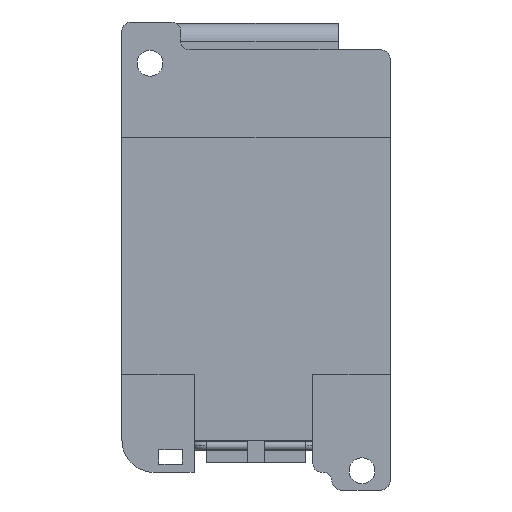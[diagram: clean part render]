
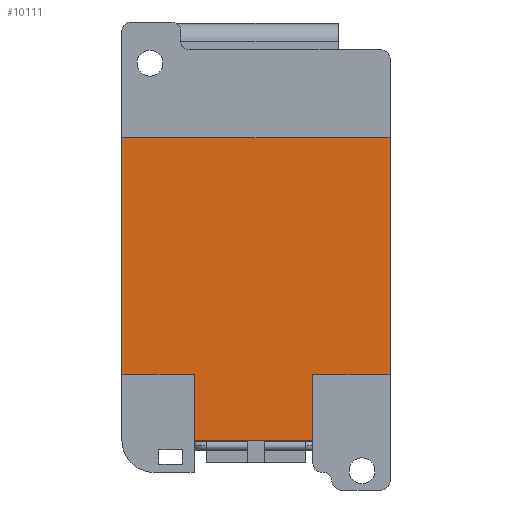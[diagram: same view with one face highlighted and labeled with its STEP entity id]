
A CAD part, front view. The second image highlights one B-rep face of the part: STEP entity #10111.
In plain terms, the highlighted planar face has unit normal (0, -1, 0).
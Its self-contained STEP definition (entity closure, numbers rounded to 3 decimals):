
#1427 = VECTOR ( 'NONE', #10223, 1000. ) ;
#1660 = EDGE_CURVE ( 'NONE', #22520, #23692, #13748, .T. ) ;
#1831 = CARTESIAN_POINT ( 'NONE',  ( 22.85, -41.75, -18.25 ) ) ;
#2052 = CARTESIAN_POINT ( 'NONE',  ( 22.85, -41.75, -18.25 ) ) ;
#2712 = VECTOR ( 'NONE', #27584, 1000. ) ;
#2753 = CARTESIAN_POINT ( 'NONE',  ( -22.85, -41.75, 22. ) ) ;
#3049 = DIRECTION ( 'NONE',  ( 0., 1., 0. ) ) ;
#3327 = CARTESIAN_POINT ( 'NONE',  ( 9.7, -41.75, -18.25 ) ) ;
#3372 = EDGE_CURVE ( 'NONE', #31081, #21555, #18719, .T. ) ;
#3385 = CARTESIAN_POINT ( 'NONE',  ( -10.55, -41.75, -18.25 ) ) ;
#4319 = DIRECTION ( 'NONE',  ( 0., 0., -1. ) ) ;
#4801 = EDGE_CURVE ( 'NONE', #21555, #23692, #30334, .T. ) ;
#5310 = ORIENTED_EDGE ( 'NONE', *, *, #3372, .F. ) ;
#5423 = EDGE_CURVE ( 'NONE', #10491, #23598, #27740, .T. ) ;
#6531 = CARTESIAN_POINT ( 'NONE',  ( 9.7, -41.75, -18.25 ) ) ;
#6667 = DIRECTION ( 'NONE',  ( 1., 0., 0. ) ) ;
#7234 = ORIENTED_EDGE ( 'NONE', *, *, #1660, .T. ) ;
#8275 = PLANE ( 'NONE',  #20293 ) ;
#8433 = CARTESIAN_POINT ( 'NONE',  ( 22.85, -41.75, -29.5 ) ) ;
#10111 = ADVANCED_FACE ( 'NONE', ( #30293 ), #8275, .F. ) ;
#10223 = DIRECTION ( 'NONE',  ( 0., 0., -1. ) ) ;
#10491 = VERTEX_POINT ( 'NONE', #19002 ) ;
#11348 = EDGE_CURVE ( 'NONE', #31081, #23598, #11829, .T. ) ;
#11369 = DIRECTION ( 'NONE',  ( 1., 0., 0. ) ) ;
#11700 = VECTOR ( 'NONE', #21053, 1000. ) ;
#11829 = LINE ( 'NONE', #1831, #14281 ) ;
#12577 = ORIENTED_EDGE ( 'NONE', *, *, #4801, .F. ) ;
#12847 = CARTESIAN_POINT ( 'NONE',  ( -38.827, -41.75, 22. ) ) ;
#13205 = ORIENTED_EDGE ( 'NONE', *, *, #14864, .T. ) ;
#13408 = DIRECTION ( 'NONE',  ( -1., 0., 0. ) ) ;
#13748 = LINE ( 'NONE', #31332, #11700 ) ;
#14079 = VERTEX_POINT ( 'NONE', #17932 ) ;
#14281 = VECTOR ( 'NONE', #11369, 1000. ) ;
#14864 = EDGE_CURVE ( 'NONE', #17769, #14079, #21981, .T. ) ;
#16086 = EDGE_CURVE ( 'NONE', #17769, #10491, #29963, .T. ) ;
#16978 = VECTOR ( 'NONE', #4319, 1000. ) ;
#17056 = CARTESIAN_POINT ( 'NONE',  ( -22.85, -41.75, -29.5 ) ) ;
#17106 = EDGE_CURVE ( 'NONE', #14079, #22520, #23791, .T. ) ;
#17315 = EDGE_LOOP ( 'NONE', ( #13205, #21504, #7234, #12577, #5310, #31256, #28573, #17814 ) ) ;
#17769 = VERTEX_POINT ( 'NONE', #2753 ) ;
#17814 = ORIENTED_EDGE ( 'NONE', *, *, #16086, .F. ) ;
#17891 = VECTOR ( 'NONE', #13408, 1000. ) ;
#17932 = CARTESIAN_POINT ( 'NONE',  ( -22.85, -41.75, -18.25 ) ) ;
#18719 = LINE ( 'NONE', #6531, #16978 ) ;
#19002 = CARTESIAN_POINT ( 'NONE',  ( 22.85, -41.75, 22. ) ) ;
#19852 = CARTESIAN_POINT ( 'NONE',  ( 22.85, -41.75, -18.25 ) ) ;
#20007 = CARTESIAN_POINT ( 'NONE',  ( 22.85, -41.75, -29.5 ) ) ;
#20293 = AXIS2_PLACEMENT_3D ( 'NONE', #8433, #3049, #22546 ) ;
#21053 = DIRECTION ( 'NONE',  ( 0., 0., -1. ) ) ;
#21504 = ORIENTED_EDGE ( 'NONE', *, *, #17106, .T. ) ;
#21555 = VERTEX_POINT ( 'NONE', #29745 ) ;
#21981 = LINE ( 'NONE', #17056, #1427 ) ;
#22193 = DIRECTION ( 'NONE',  ( 0., 0., -1. ) ) ;
#22520 = VERTEX_POINT ( 'NONE', #3385 ) ;
#22546 = DIRECTION ( 'NONE',  ( 0., 0., 1. ) ) ;
#23388 = CARTESIAN_POINT ( 'NONE',  ( 22.85, -41.75, -29.5 ) ) ;
#23598 = VERTEX_POINT ( 'NONE', #19852 ) ;
#23692 = VERTEX_POINT ( 'NONE', #24585 ) ;
#23791 = LINE ( 'NONE', #2052, #27004 ) ;
#24585 = CARTESIAN_POINT ( 'NONE',  ( -10.55, -41.75, -29.5 ) ) ;
#27004 = VECTOR ( 'NONE', #6667, 1000. ) ;
#27584 = DIRECTION ( 'NONE',  ( 1., 0., 0. ) ) ;
#27740 = LINE ( 'NONE', #20007, #29951 ) ;
#28573 = ORIENTED_EDGE ( 'NONE', *, *, #5423, .F. ) ;
#29745 = CARTESIAN_POINT ( 'NONE',  ( 9.7, -41.75, -29.5 ) ) ;
#29951 = VECTOR ( 'NONE', #22193, 1000. ) ;
#29963 = LINE ( 'NONE', #12847, #2712 ) ;
#30293 = FACE_OUTER_BOUND ( 'NONE', #17315, .T. ) ;
#30334 = LINE ( 'NONE', #23388, #17891 ) ;
#31081 = VERTEX_POINT ( 'NONE', #3327 ) ;
#31256 = ORIENTED_EDGE ( 'NONE', *, *, #11348, .T. ) ;
#31332 = CARTESIAN_POINT ( 'NONE',  ( -10.55, -41.75, -29.5 ) ) ;
